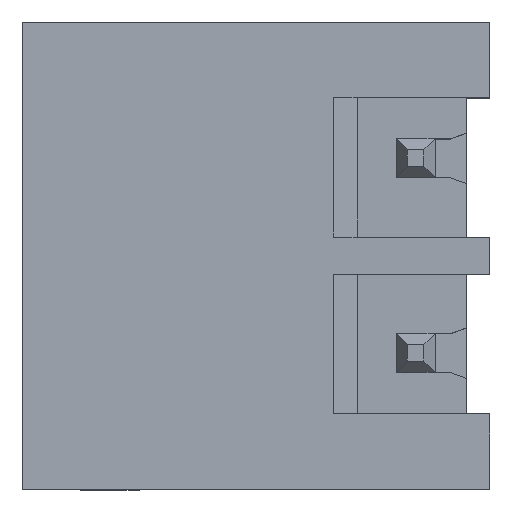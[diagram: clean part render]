
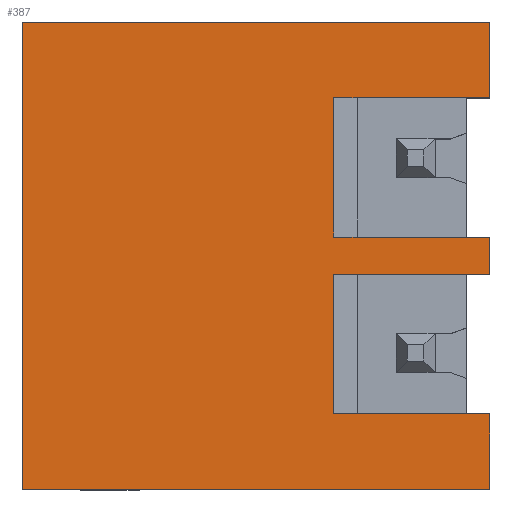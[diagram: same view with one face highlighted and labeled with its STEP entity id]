
A CAD part, top view. The second image highlights one B-rep face of the part: STEP entity #387.
In plain terms, the highlighted planar face has unit normal (0, 0, 1).
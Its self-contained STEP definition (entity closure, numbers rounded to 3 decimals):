
#387 = ADVANCED_FACE( '', ( #776 ), #777, .F. );
#776 = FACE_OUTER_BOUND( '', #1158, .T. );
#777 = PLANE( '', #1159 );
#1158 = EDGE_LOOP( '', ( #2250, #2251, #2252, #2253, #2254, #2255, #2256, #2257, #2258, #2259, #2260, #2261 ) );
#1159 = AXIS2_PLACEMENT_3D( '', #2262, #2263, #2264 );
#2250 = ORIENTED_EDGE( '', *, *, #2307, .T. );
#2251 = ORIENTED_EDGE( '', *, *, #2447, .F. );
#2252 = ORIENTED_EDGE( '', *, *, #2657, .F. );
#2253 = ORIENTED_EDGE( '', *, *, #2602, .F. );
#2254 = ORIENTED_EDGE( '', *, *, #2712, .T. );
#2255 = ORIENTED_EDGE( '', *, *, #2515, .F. );
#2256 = ORIENTED_EDGE( '', *, *, #2459, .T. );
#2257 = ORIENTED_EDGE( '', *, *, #2678, .T. );
#2258 = ORIENTED_EDGE( '', *, *, #2611, .F. );
#2259 = ORIENTED_EDGE( '', *, *, #2510, .F. );
#2260 = ORIENTED_EDGE( '', *, *, #2387, .F. );
#2261 = ORIENTED_EDGE( '', *, *, #2682, .T. );
#2262 = CARTESIAN_POINT( '', ( -9.6, 12.38, -21.6 ) );
#2263 = DIRECTION( '', ( 0., 0., -1. ) );
#2264 = DIRECTION( '', ( 1., 0., 0. ) );
#2307 = EDGE_CURVE( '', #2760, #2758, #2761, .T. );
#2387 = EDGE_CURVE( '', #2897, #2898, #2899, .T. );
#2447 = EDGE_CURVE( '', #2997, #2758, #2999, .T. );
#2459 = EDGE_CURVE( '', #3018, #3016, #3019, .T. );
#2510 = EDGE_CURVE( '', #2898, #3092, #3093, .T. );
#2515 = EDGE_CURVE( '', #3018, #3099, #3100, .T. );
#2602 = EDGE_CURVE( '', #3220, #3221, #3222, .T. );
#2611 = EDGE_CURVE( '', #3092, #3232, #3234, .T. );
#2657 = EDGE_CURVE( '', #3221, #2997, #3287, .T. );
#2678 = EDGE_CURVE( '', #3016, #3232, #3311, .T. );
#2682 = EDGE_CURVE( '', #2897, #2760, #3315, .T. );
#2712 = EDGE_CURVE( '', #3220, #3099, #3350, .T. );
#2758 = VERTEX_POINT( '', #3409 );
#2760 = VERTEX_POINT( '', #3412 );
#2761 = LINE( '', #3413, #3414 );
#2897 = VERTEX_POINT( '', #3607 );
#2898 = VERTEX_POINT( '', #3608 );
#2899 = LINE( '', #3609, #3610 );
#2997 = VERTEX_POINT( '', #3758 );
#2999 = LINE( '', #3761, #3762 );
#3016 = VERTEX_POINT( '', #3786 );
#3018 = VERTEX_POINT( '', #3789 );
#3019 = LINE( '', #3790, #3791 );
#3092 = VERTEX_POINT( '', #3904 );
#3093 = LINE( '', #3905, #3906 );
#3099 = VERTEX_POINT( '', #3915 );
#3100 = LINE( '', #3916, #3917 );
#3220 = VERTEX_POINT( '', #4101 );
#3221 = VERTEX_POINT( '', #4102 );
#3222 = LINE( '', #4103, #4104 );
#3232 = VERTEX_POINT( '', #4120 );
#3234 = LINE( '', #4123, #4124 );
#3287 = LINE( '', #4200, #4201 );
#3311 = LINE( '', #4235, #4236 );
#3315 = LINE( '', #4241, #4242 );
#3350 = LINE( '', #4291, #4292 );
#3409 = CARTESIAN_POINT( '', ( -1.6, 6.06, -21.6 ) );
#3412 = CARTESIAN_POINT( '', ( -1.6, 2.48, -21.6 ) );
#3413 = CARTESIAN_POINT( '', ( -1.6, 7.3, -21.6 ) );
#3414 = VECTOR( '', #4326, 1000. );
#3607 = CARTESIAN_POINT( '', ( 2.4, 2.48, -21.6 ) );
#3608 = CARTESIAN_POINT( '', ( 2.4, 1.52, -21.6 ) );
#3609 = CARTESIAN_POINT( '', ( 2.4, 1.72, -21.6 ) );
#3610 = VECTOR( '', #4405, 1000. );
#3758 = CARTESIAN_POINT( '', ( 2.4, 6.06, -21.6 ) );
#3761 = CARTESIAN_POINT( '', ( -0.6, 6.06, -21.6 ) );
#3762 = VECTOR( '', #4457, 1000. );
#3786 = CARTESIAN_POINT( '', ( 2.4, -2.06, -21.6 ) );
#3789 = CARTESIAN_POINT( '', ( 2.4, -4., -21.6 ) );
#3790 = CARTESIAN_POINT( '', ( 2.4, -2.72, -21.6 ) );
#3791 = VECTOR( '', #4466, 1000. );
#3904 = CARTESIAN_POINT( '', ( -1.6, 1.52, -21.6 ) );
#3905 = CARTESIAN_POINT( '', ( -0.6, 1.52, -21.6 ) );
#3906 = VECTOR( '', #4504, 1000. );
#3915 = CARTESIAN_POINT( '', ( -9.6, -4., -21.6 ) );
#3916 = CARTESIAN_POINT( '', ( -9.6, -4., -21.6 ) );
#3917 = VECTOR( '', #4508, 1000. );
#4101 = CARTESIAN_POINT( '', ( -9.6, 8., -21.6 ) );
#4102 = CARTESIAN_POINT( '', ( 2.4, 8., -21.6 ) );
#4103 = CARTESIAN_POINT( '', ( 2.4, 8., -21.6 ) );
#4104 = VECTOR( '', #4573, 1000. );
#4120 = CARTESIAN_POINT( '', ( -1.6, -2.06, -21.6 ) );
#4123 = CARTESIAN_POINT( '', ( -1.6, -4.8, -21.6 ) );
#4124 = VECTOR( '', #4581, 1000. );
#4200 = CARTESIAN_POINT( '', ( 2.4, 6.72, -21.6 ) );
#4201 = VECTOR( '', #4608, 1000. );
#4235 = CARTESIAN_POINT( '', ( -0.6, -2.06, -21.6 ) );
#4236 = VECTOR( '', #4622, 1000. );
#4241 = CARTESIAN_POINT( '', ( -0.6, 2.48, -21.6 ) );
#4242 = VECTOR( '', #4624, 1000. );
#4291 = CARTESIAN_POINT( '', ( -9.6, 7.34, -21.6 ) );
#4292 = VECTOR( '', #4645, 1000. );
#4326 = DIRECTION( '', ( 0., 1., 0. ) );
#4405 = DIRECTION( '', ( 0., -1., 0. ) );
#4457 = DIRECTION( '', ( -1., 0., 0. ) );
#4466 = DIRECTION( '', ( 0., 1., 0. ) );
#4504 = DIRECTION( '', ( -1., 0., 0. ) );
#4508 = DIRECTION( '', ( -1., 0., 0. ) );
#4573 = DIRECTION( '', ( 1., 0., 0. ) );
#4581 = DIRECTION( '', ( 0., -1., 0. ) );
#4608 = DIRECTION( '', ( 0., -1., 0. ) );
#4622 = DIRECTION( '', ( -1., 0., 0. ) );
#4624 = DIRECTION( '', ( -1., 0., 0. ) );
#4645 = DIRECTION( '', ( 0., -1., 0. ) );
